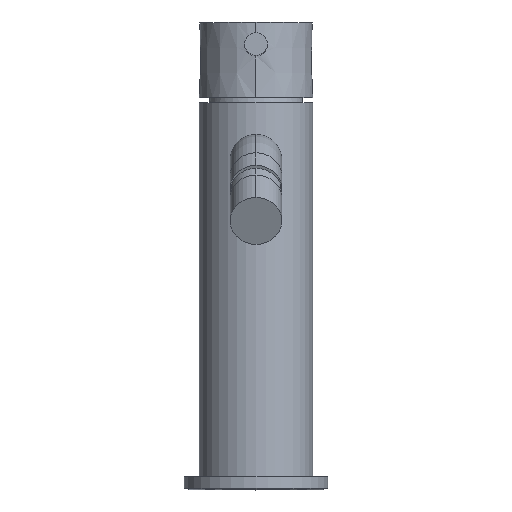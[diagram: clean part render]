
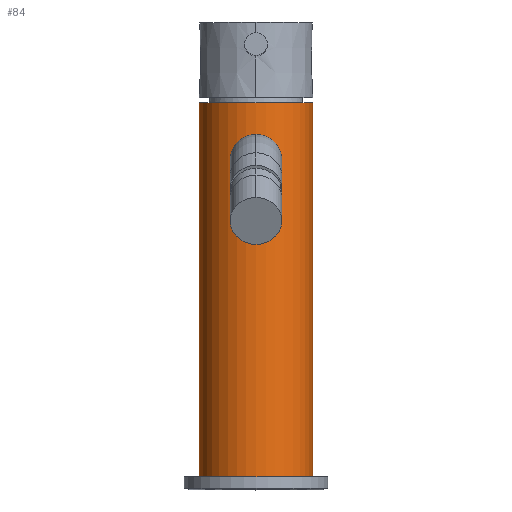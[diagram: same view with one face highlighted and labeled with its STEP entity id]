
A CAD part, top view. The second image highlights one B-rep face of the part: STEP entity #84.
In plain terms, the highlighted cylindrical face has radius 19.75 mm (diameter 39.5 mm), a partial arc.
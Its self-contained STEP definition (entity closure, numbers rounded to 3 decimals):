
#33=CARTESIAN_POINT('',(0.,0.,0.));
#34=DIRECTION('',(0.,-1.,0.));
#35=DIRECTION('',(1.,0.,0.));
#36=AXIS2_PLACEMENT_3D('',#33,#34,#35);
#38=DIRECTION('',(0.,1.,0.));
#39=VECTOR('',#38,130.);
#40=CARTESIAN_POINT('',(19.75,0.,0.));
#41=LINE('',#40,#39);
#42=DIRECTION('',(0.,1.,0.));
#43=VECTOR('',#42,130.);
#44=CARTESIAN_POINT('',(-19.75,0.,0.));
#45=LINE('',#44,#43);
#51=CARTESIAN_POINT('',(0.,130.,0.));
#52=DIRECTION('',(0.,-1.,0.));
#53=DIRECTION('',(1.,0.,0.));
#54=AXIS2_PLACEMENT_3D('',#51,#52,#53);
#61=CARTESIAN_POINT('',(19.75,0.,0.));
#62=CARTESIAN_POINT('',(19.75,130.,0.));
#63=VERTEX_POINT('',#61);
#64=VERTEX_POINT('',#62);
#65=CARTESIAN_POINT('',(-19.75,0.,0.));
#66=CARTESIAN_POINT('',(-19.75,130.,0.));
#67=VERTEX_POINT('',#65);
#68=VERTEX_POINT('',#66);
#69=CARTESIAN_POINT('',(0.,136.5,0.));
#70=DIRECTION('',(0.,-1.,0.));
#71=DIRECTION('',(-1.,0.,0.));
#72=AXIS2_PLACEMENT_3D('',#69,#70,#71);
#73=CYLINDRICAL_SURFACE('',#72,19.75);
#75=ORIENTED_EDGE('',*,*,#74,.F.);
#77=ORIENTED_EDGE('',*,*,#76,.T.);
#79=ORIENTED_EDGE('',*,*,#78,.T.);
#81=ORIENTED_EDGE('',*,*,#80,.F.);
#82=EDGE_LOOP('',(#75,#77,#79,#81));
#83=FACE_OUTER_BOUND('',#82,.F.);
#84=ADVANCED_FACE('',(#83),#73,.T.);
#37=CIRCLE('',#36,19.75);
#55=CIRCLE('',#54,19.75);
#74=EDGE_CURVE('',#63,#64,#41,.T.);
#76=EDGE_CURVE('',#63,#67,#37,.T.);
#78=EDGE_CURVE('',#67,#68,#45,.T.);
#80=EDGE_CURVE('',#64,#68,#55,.T.);
